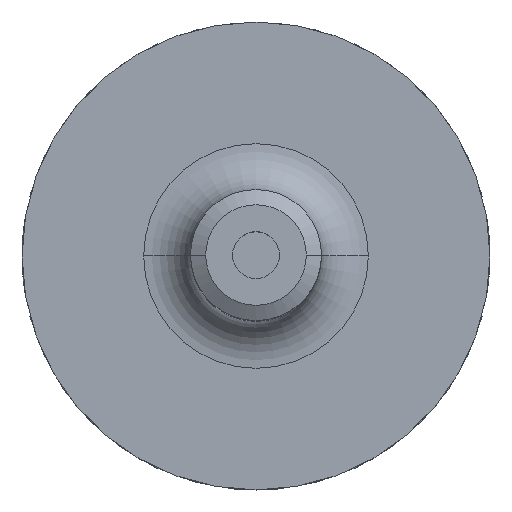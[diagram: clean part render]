
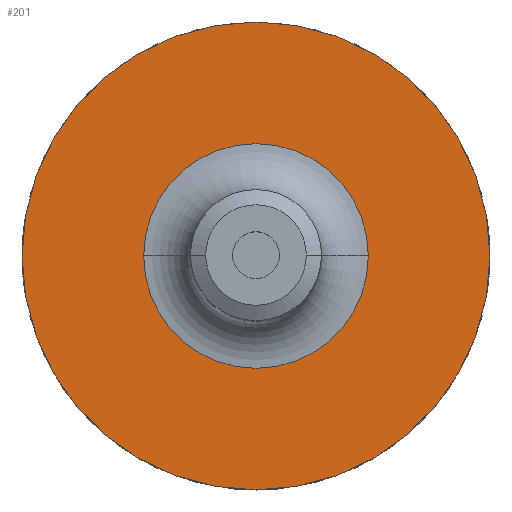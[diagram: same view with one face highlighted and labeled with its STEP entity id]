
A CAD part, top view. The second image highlights one B-rep face of the part: STEP entity #201.
In plain terms, the highlighted planar face has unit normal (0, 0, 1).
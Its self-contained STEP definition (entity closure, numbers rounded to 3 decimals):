
#3 = AXIS2_PLACEMENT_3D ( 'NONE', #942, #934, #1514 ) ;
#179 = ORIENTED_EDGE ( 'NONE', *, *, #715, .F. ) ;
#191 = CIRCLE ( 'NONE', #1416, 24. ) ;
#201 = ADVANCED_FACE ( 'NONE', ( #1220, #1486 ), #645, .F. ) ;
#209 = CIRCLE ( 'NONE', #755, 24. ) ;
#210 = DIRECTION ( 'NONE',  ( -1., 0., 0. ) ) ;
#328 = CARTESIAN_POINT ( 'NONE',  ( 24., 0., 38. ) ) ;
#334 = CARTESIAN_POINT ( 'NONE',  ( 0., 0., 38. ) ) ;
#347 = ORIENTED_EDGE ( 'NONE', *, *, #614, .T. ) ;
#425 = CARTESIAN_POINT ( 'NONE',  ( -24., 0., 38. ) ) ;
#500 = VERTEX_POINT ( 'NONE', #328 ) ;
#614 = EDGE_CURVE ( 'NONE', #500, #1637, #209, .T. ) ;
#643 = DIRECTION ( 'NONE',  ( -1., 0., 0. ) ) ;
#645 = PLANE ( 'NONE',  #3 ) ;
#666 = CARTESIAN_POINT ( 'NONE',  ( 50., 0., 38. ) ) ;
#715 = EDGE_CURVE ( 'NONE', #741, #1378, #1107, .T. ) ;
#741 = VERTEX_POINT ( 'NONE', #666 ) ;
#755 = AXIS2_PLACEMENT_3D ( 'NONE', #334, #926, #643 ) ;
#797 = DIRECTION ( 'NONE',  ( 0., 0., -1. ) ) ;
#858 = DIRECTION ( 'NONE',  ( 0., 0., -1. ) ) ;
#865 = DIRECTION ( 'NONE',  ( -1., 0., 0. ) ) ;
#926 = DIRECTION ( 'NONE',  ( 0., 0., -1. ) ) ;
#934 = DIRECTION ( 'NONE',  ( 0., 0., -1. ) ) ;
#942 = CARTESIAN_POINT ( 'NONE',  ( 0., 0., 38. ) ) ;
#1107 = CIRCLE ( 'NONE', #1309, 50. ) ;
#1159 = DIRECTION ( 'NONE',  ( 0., 0., -1. ) ) ;
#1220 = FACE_BOUND ( 'NONE', #1789, .T. ) ;
#1293 = CARTESIAN_POINT ( 'NONE',  ( -50., 0., 38. ) ) ;
#1309 = AXIS2_PLACEMENT_3D ( 'NONE', #1851, #797, #210 ) ;
#1324 = ORIENTED_EDGE ( 'NONE', *, *, #1635, .T. ) ;
#1378 = VERTEX_POINT ( 'NONE', #1293 ) ;
#1416 = AXIS2_PLACEMENT_3D ( 'NONE', #1760, #858, #865 ) ;
#1419 = ORIENTED_EDGE ( 'NONE', *, *, #1638, .F. ) ;
#1486 = FACE_OUTER_BOUND ( 'NONE', #1522, .T. ) ;
#1514 = DIRECTION ( 'NONE',  ( -1., 0., 0. ) ) ;
#1522 = EDGE_LOOP ( 'NONE', ( #1419, #179 ) ) ;
#1635 = EDGE_CURVE ( 'NONE', #1637, #500, #191, .T. ) ;
#1637 = VERTEX_POINT ( 'NONE', #425 ) ;
#1638 = EDGE_CURVE ( 'NONE', #1378, #741, #1824, .T. ) ;
#1732 = AXIS2_PLACEMENT_3D ( 'NONE', #1767, #1159, #1918 ) ;
#1760 = CARTESIAN_POINT ( 'NONE',  ( 0., 0., 38. ) ) ;
#1767 = CARTESIAN_POINT ( 'NONE',  ( 0., 0., 38. ) ) ;
#1789 = EDGE_LOOP ( 'NONE', ( #1324, #347 ) ) ;
#1824 = CIRCLE ( 'NONE', #1732, 50. ) ;
#1851 = CARTESIAN_POINT ( 'NONE',  ( 0., 0., 38. ) ) ;
#1918 = DIRECTION ( 'NONE',  ( -1., 0., 0. ) ) ;
